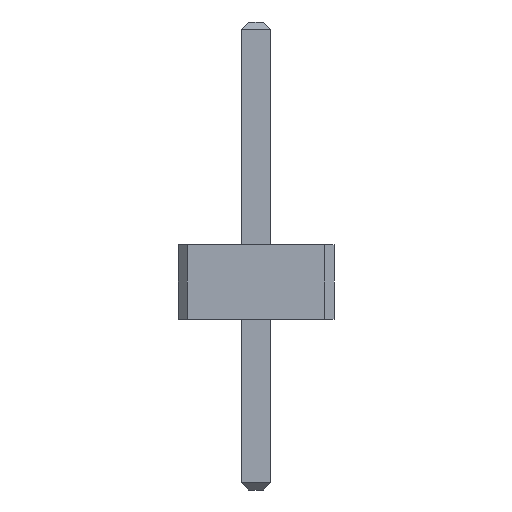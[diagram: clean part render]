
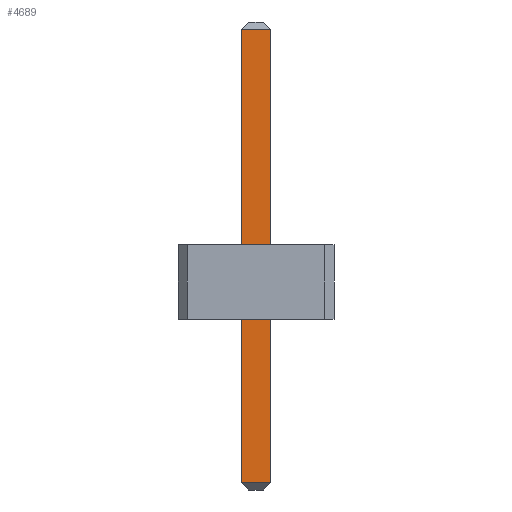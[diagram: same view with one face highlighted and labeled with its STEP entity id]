
A CAD part, front view. The second image highlights one B-rep face of the part: STEP entity #4689.
In plain terms, the highlighted planar face has unit normal (0, -1, 0).
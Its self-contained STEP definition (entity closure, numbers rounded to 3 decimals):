
#13=DIRECTION('',(0.,0.,1.));
#27=VECTOR('',#13,1.);
#67=DIRECTION('',(1.,0.,0.));
#2207=VECTOR('',#67,1.);
#2218=DIRECTION('',(0.,1.,0.));
#4666=EDGE_CURVE('',#4667,#4669,#4671,.T.);
#4667=VERTEX_POINT('',#4668);
#4668=CARTESIAN_POINT('',(-0.2,-47.19,-2.2));
#4669=VERTEX_POINT('',#4670);
#4670=CARTESIAN_POINT('',(-0.2,-47.19,3.9));
#4671=LINE('',#4672,#27);
#4672=CARTESIAN_POINT('',(-0.2,-47.19,-2.3));
#4689=ADVANCED_FACE('',(#4690),#4707,.F.);
#4690=FACE_BOUND('',#4691,.F.);
#4691=EDGE_LOOP('',(#4692,#4700,#4703,#4704));
#4692=ORIENTED_EDGE('',*,*,#4693,.F.);
#4693=EDGE_CURVE('',#4694,#4696,#4698,.T.);
#4694=VERTEX_POINT('',#4695);
#4695=CARTESIAN_POINT('',(0.2,-47.19,-2.2));
#4696=VERTEX_POINT('',#4697);
#4697=CARTESIAN_POINT('',(0.2,-47.19,3.9));
#4698=LINE('',#4699,#27);
#4699=CARTESIAN_POINT('',(0.2,-47.19,-2.3));
#4700=ORIENTED_EDGE('',*,*,#4701,.F.);
#4701=EDGE_CURVE('',#4667,#4694,#4702,.T.);
#4702=LINE('',#4668,#2207);
#4703=ORIENTED_EDGE('',*,*,#4666,.T.);
#4704=ORIENTED_EDGE('',*,*,#4705,.T.);
#4705=EDGE_CURVE('',#4669,#4696,#4706,.T.);
#4706=LINE('',#4670,#2207);
#4707=PLANE('',#4708);
#4708=AXIS2_PLACEMENT_3D('',#4672,#2218,#13);
